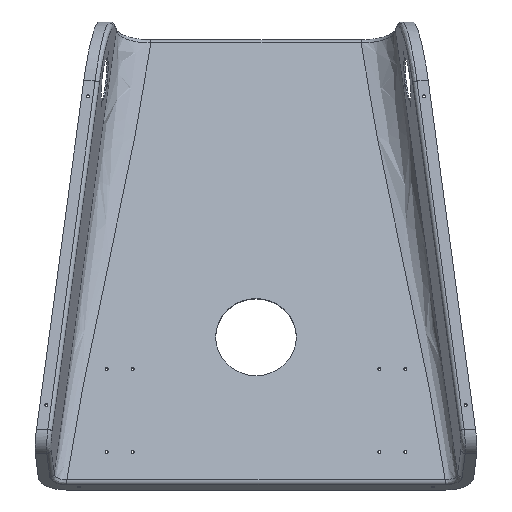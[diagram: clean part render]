
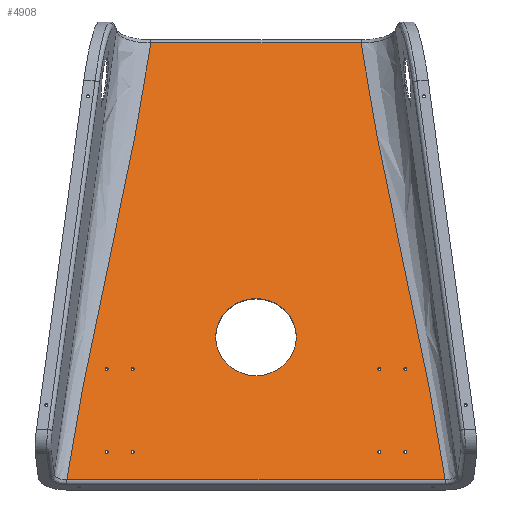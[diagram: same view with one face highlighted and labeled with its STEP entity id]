
A CAD part, left-side view. The second image highlights one B-rep face of the part: STEP entity #4908.
In plain terms, the highlighted planar face has unit normal (-0.953, 0, 0.303).
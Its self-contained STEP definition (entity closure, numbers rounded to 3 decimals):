
#308=CARTESIAN_POINT('',(1481.932,0.,1051.041));
#309=VERTEX_POINT('',#308);
#310=CARTESIAN_POINT('',(1453.752,0.,962.413));
#311=DIRECTION('',(0.953,0.,-0.303));
#312=DIRECTION('',(-0.303,0.,-0.953));
#313=AXIS2_PLACEMENT_3D('',#310,#311,#312);
#314=CIRCLE('',#313,93.);
#315=EDGE_CURVE('',#309,#309,#314,.T.);
#325=CARTESIAN_POINT('',(1431.369,284.,892.016));
#326=VERTEX_POINT('',#325);
#327=CARTESIAN_POINT('',(1430.308,284.,888.68));
#328=DIRECTION('',(0.953,0.0,-0.303));
#329=DIRECTION('',(-0.303,0.,-0.953));
#330=AXIS2_PLACEMENT_3D('',#327,#328,#329);
#331=CIRCLE('',#330,3.5);
#332=EDGE_CURVE('',#326,#326,#331,.T.);
#353=CARTESIAN_POINT('',(1370.766,284.,701.418));
#354=VERTEX_POINT('',#353);
#355=CARTESIAN_POINT('',(1369.706,284.,698.083));
#356=DIRECTION('',(0.953,0.0,-0.303));
#357=DIRECTION('',(-0.303,0.,-0.953));
#358=AXIS2_PLACEMENT_3D('',#355,#356,#357);
#359=CIRCLE('',#358,3.5);
#360=EDGE_CURVE('',#354,#354,#359,.T.);
#381=CARTESIAN_POINT('',(1370.766,-344.0,701.418));
#382=VERTEX_POINT('',#381);
#383=CARTESIAN_POINT('',(1369.706,-344.0,698.083));
#384=DIRECTION('',(0.953,0.0,-0.303));
#385=DIRECTION('',(-0.303,0.,-0.953));
#386=AXIS2_PLACEMENT_3D('',#383,#384,#385);
#387=CIRCLE('',#386,3.5);
#388=EDGE_CURVE('',#382,#382,#387,.T.);
#409=CARTESIAN_POINT('',(1431.369,-344.,892.016));
#410=VERTEX_POINT('',#409);
#411=CARTESIAN_POINT('',(1430.308,-344.,888.68));
#412=DIRECTION('',(0.953,0.0,-0.303));
#413=DIRECTION('',(-0.303,0.,-0.953));
#414=AXIS2_PLACEMENT_3D('',#411,#412,#413);
#415=CIRCLE('',#414,3.5);
#416=EDGE_CURVE('',#410,#410,#415,.T.);
#437=CARTESIAN_POINT('',(1431.369,-284.,892.016));
#438=VERTEX_POINT('',#437);
#439=CARTESIAN_POINT('',(1430.308,-284.,888.68));
#440=DIRECTION('',(0.953,0.0,-0.303));
#441=DIRECTION('',(-0.303,0.,-0.953));
#442=AXIS2_PLACEMENT_3D('',#439,#440,#441);
#443=CIRCLE('',#442,3.5);
#444=EDGE_CURVE('',#438,#438,#443,.T.);
#465=CARTESIAN_POINT('',(1370.766,-284.,701.418));
#466=VERTEX_POINT('',#465);
#467=CARTESIAN_POINT('',(1369.706,-284.,698.083));
#468=DIRECTION('',(0.953,0.0,-0.303));
#469=DIRECTION('',(-0.303,0.,-0.953));
#470=AXIS2_PLACEMENT_3D('',#467,#468,#469);
#471=CIRCLE('',#470,3.5);
#472=EDGE_CURVE('',#466,#466,#471,.T.);
#493=CARTESIAN_POINT('',(1370.766,344.,701.418));
#494=VERTEX_POINT('',#493);
#495=CARTESIAN_POINT('',(1369.706,344.,698.083));
#496=DIRECTION('',(0.953,0.0,-0.303));
#497=DIRECTION('',(-0.303,0.,-0.953));
#498=AXIS2_PLACEMENT_3D('',#495,#496,#497);
#499=CIRCLE('',#498,3.5);
#500=EDGE_CURVE('',#494,#494,#499,.T.);
#521=CARTESIAN_POINT('',(1431.369,344.,892.016));
#522=VERTEX_POINT('',#521);
#523=CARTESIAN_POINT('',(1430.308,344.,888.68));
#524=DIRECTION('',(0.953,0.0,-0.303));
#525=DIRECTION('',(-0.303,0.,-0.953));
#526=AXIS2_PLACEMENT_3D('',#523,#524,#525);
#527=CIRCLE('',#526,3.5);
#528=EDGE_CURVE('',#522,#522,#527,.T.);
#4093=CARTESIAN_POINT('',(1349.42,435.423,634.283));
#4094=VERTEX_POINT('',#4093);
#4133=CARTESIAN_POINT('',(1349.42,-435.423,634.283));
#4134=VERTEX_POINT('',#4133);
#4142=CARTESIAN_POINT('',(1349.42,-435.423,634.283));
#4143=DIRECTION('',(0.0,1.0,0.0));
#4144=VECTOR('',#4143,870.846);
#4145=LINE('',#4142,#4144);
#4146=EDGE_CURVE('',#4134,#4094,#4145,.T.);
#4564=CARTESIAN_POINT('',(1669.192,-241.806,1639.98));
#4565=VERTEX_POINT('',#4564);
#4591=CARTESIAN_POINT('',(1669.192,241.806,1639.98));
#4592=VERTEX_POINT('',#4591);
#4600=CARTESIAN_POINT('',(1669.192,241.806,1639.98));
#4601=DIRECTION('',(0.0,-1.0,0.0));
#4602=VECTOR('',#4601,483.611);
#4603=LINE('',#4600,#4602);
#4604=EDGE_CURVE('',#4592,#4565,#4603,.T.);
#4799=CARTESIAN_POINT('',(1669.192,-241.806,1639.98));
#4800=CARTESIAN_POINT('',(1561.962,-291.236,1302.739));
#4801=CARTESIAN_POINT('',(1456.609,-385.055,971.399));
#4802=CARTESIAN_POINT('',(1349.42,-435.423,634.283));
#4803=B_SPLINE_CURVE_WITH_KNOTS('',3,(#4799,#4800,#4801,#4802),.UNSPECIFIED.,.F.,.U.,(4,4),(-174.781,-67.587),.UNSPECIFIED.);
#4804=EDGE_CURVE('',#4565,#4134,#4803,.T.);
#4851=CARTESIAN_POINT('',(1349.42,435.423,634.283));
#4852=CARTESIAN_POINT('',(1456.609,385.055,971.399));
#4853=CARTESIAN_POINT('',(1561.962,291.236,1302.739));
#4854=CARTESIAN_POINT('',(1669.192,241.806,1639.98));
#4855=B_SPLINE_CURVE_WITH_KNOTS('',3,(#4851,#4852,#4853,#4854),.UNSPECIFIED.,.F.,.U.,(4,4),(67.587,174.781),.UNSPECIFIED.);
#4856=EDGE_CURVE('',#4094,#4592,#4855,.T.);
#4870=CARTESIAN_POINT('',(1147.743,556.139,0.0));
#4871=DIRECTION('',(-0.953,0.0,0.303));
#4872=DIRECTION('',(0.303,0.0,0.953));
#4873=AXIS2_PLACEMENT_3D('',#4870,#4871,#4872);
#4874=PLANE('',#4873);
#4875=ORIENTED_EDGE('',*,*,#4146,.F.);
#4876=ORIENTED_EDGE('',*,*,#4804,.F.);
#4877=ORIENTED_EDGE('',*,*,#4604,.F.);
#4878=ORIENTED_EDGE('',*,*,#4856,.F.);
#4879=EDGE_LOOP('',(#4875,#4876,#4877,#4878));
#4880=FACE_OUTER_BOUND('',#4879,.T.);
#4881=ORIENTED_EDGE('',*,*,#315,.T.);
#4882=EDGE_LOOP('',(#4881));
#4883=FACE_BOUND('',#4882,.T.);
#4884=ORIENTED_EDGE('',*,*,#332,.T.);
#4885=EDGE_LOOP('',(#4884));
#4886=FACE_BOUND('',#4885,.T.);
#4887=ORIENTED_EDGE('',*,*,#360,.T.);
#4888=EDGE_LOOP('',(#4887));
#4889=FACE_BOUND('',#4888,.T.);
#4890=ORIENTED_EDGE('',*,*,#388,.T.);
#4891=EDGE_LOOP('',(#4890));
#4892=FACE_BOUND('',#4891,.T.);
#4893=ORIENTED_EDGE('',*,*,#416,.T.);
#4894=EDGE_LOOP('',(#4893));
#4895=FACE_BOUND('',#4894,.T.);
#4896=ORIENTED_EDGE('',*,*,#444,.T.);
#4897=EDGE_LOOP('',(#4896));
#4898=FACE_BOUND('',#4897,.T.);
#4899=ORIENTED_EDGE('',*,*,#472,.T.);
#4900=EDGE_LOOP('',(#4899));
#4901=FACE_BOUND('',#4900,.T.);
#4902=ORIENTED_EDGE('',*,*,#500,.T.);
#4903=EDGE_LOOP('',(#4902));
#4904=FACE_BOUND('',#4903,.T.);
#4905=ORIENTED_EDGE('',*,*,#528,.T.);
#4906=EDGE_LOOP('',(#4905));
#4907=FACE_BOUND('',#4906,.T.);
#4908=ADVANCED_FACE('',(#4880,#4883,#4886,#4889,#4892,#4895,#4898,#4901,#4904,#4907),#4874,.T.);
